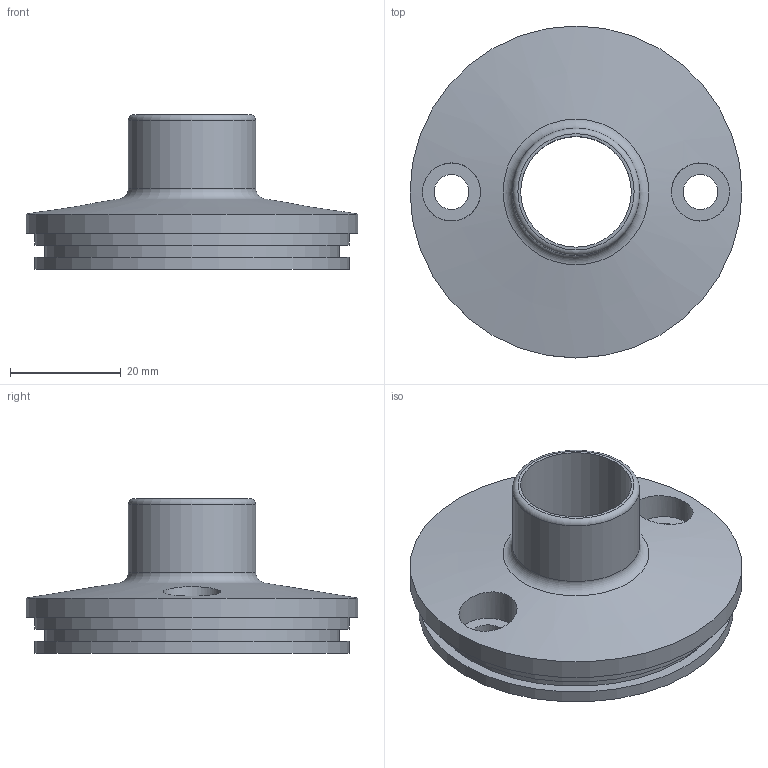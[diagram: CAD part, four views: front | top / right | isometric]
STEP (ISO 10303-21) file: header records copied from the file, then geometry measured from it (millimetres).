
FILE_DESCRIPTION(/* description */ (''),/* implementation_level */ '2;1');
FILE_NAME(/* name */ 'd202.step',/* time_stamp */ '2020-05-21T11:15:32+02:00',/* author */ (''),/* organization */ (''),/* preprocessor_version */ 'ST-DEVELOPER v18.1',/* originating_system */ 'Autodesk Translation Framework v9.3.0.1241',/* authorisation */ '');
FILE_SCHEMA (('AUTOMOTIVE_DESIGN { 1 0 10303 214 3 1 1 }'));
Length unit declared in the file: millimetre
Products named in the file (1): sortie silencieux d20
Bounding box: 60 x 60 x 28 mm (x, y, z)
Volume: 25448.6 mm3; surface area: 10768.1 mm2
Topology: 1 solids, 1 shells, 22 faces, 44 edges, 29 vertices
Faces by surface type: cylinder 11, plane 8, torus 2, cone 1
Full cylindrical faces by diameter (mm): 6.3 x2, 10.5 x2, 20 x1, 22.5 x1, 23 x1, 53.2 x1, 56.8 x2, 60 x1
Entity records: 690 total; most frequent: CARTESIAN_POINT 165, DIRECTION 111, ORIENTED_EDGE 88, AXIS2_PLACEMENT_3D 49, EDGE_CURVE 44, EDGE_LOOP 33, VERTEX_POINT 29, CIRCLE 26
